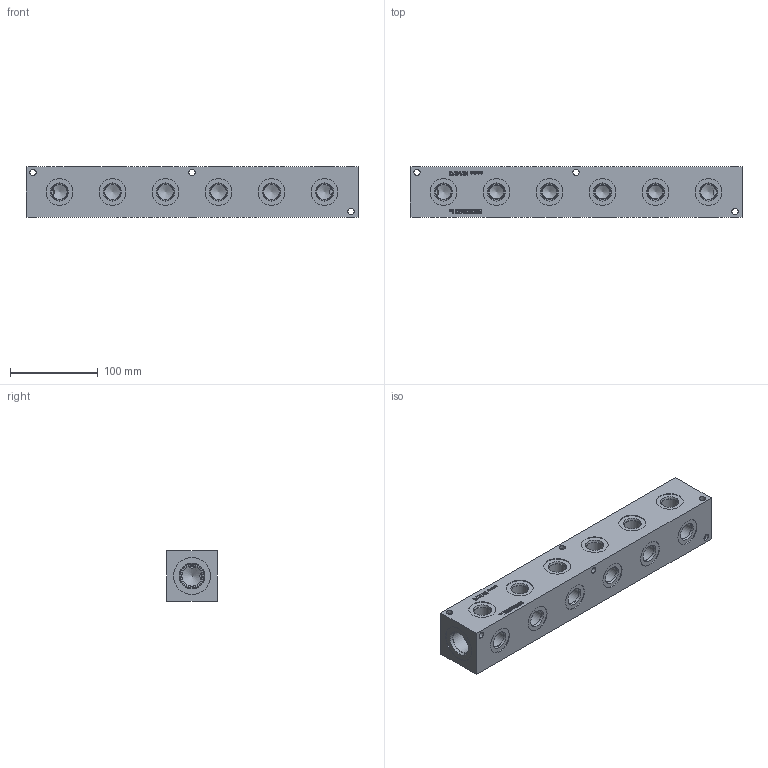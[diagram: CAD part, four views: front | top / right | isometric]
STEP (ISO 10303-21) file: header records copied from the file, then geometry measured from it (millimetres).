
FILE_DESCRIPTION(/* description */ (''),/* implementation_level */ '2;1');
FILE_NAME(/* name */ '_H0900608S.stp',/* time_stamp */ '2020-03-26T10:05:05-04:00',/* author */ ('devonn'),/* organization */ (''),/* preprocessor_version */ 'ST-DEVELOPER v17',/* originating_system */ 'Autodesk Inventor 2019',/* authorisation */ '');
FILE_SCHEMA (('AUTOMOTIVE_DESIGN { 1 0 10303 214 3 1 1 }'));
Length unit declared in the file: millimetre
Products named in the file (1): Part_AH0900608S_3D
Bounding box: 377.82 x 57.15 x 57.15 mm (x, y, z)
Volume: 1111466.8 mm3; surface area: 118851.3 mm2
Topology: 1 solids, 1 shells, 478 faces, 1318 edges, 886 vertices
Faces by surface type: plane 227, bspline 129, cylinder 74, cone 48
Full cylindrical faces by diameter (mm): 7.137 x12, 15.875 x4, 17.501 x12, 19.05 x12, 19.253 x12, 23.012 x2, 24.917 x2, 26.99 x1, 27 x1, 27.432 x2, 30.632 x12, 42.037 x2
Entity records: 16371 total; most frequent: CARTESIAN_POINT 4464, ORIENTED_EDGE 2608, DIRECTION 1996, EDGE_CURVE 1304, VERTEX_POINT 886, LINE 752, VECTOR 752, AXIS2_PLACEMENT_3D 622
